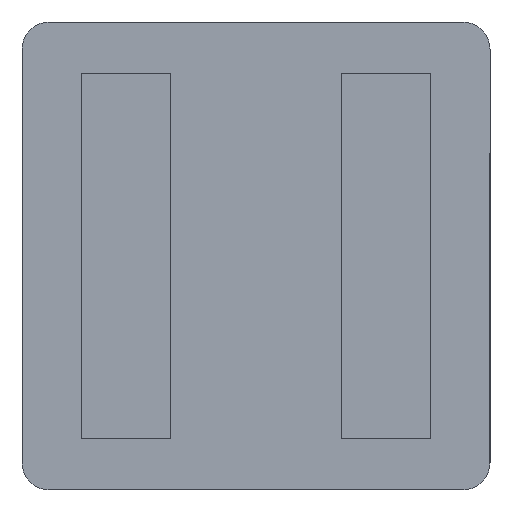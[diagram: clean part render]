
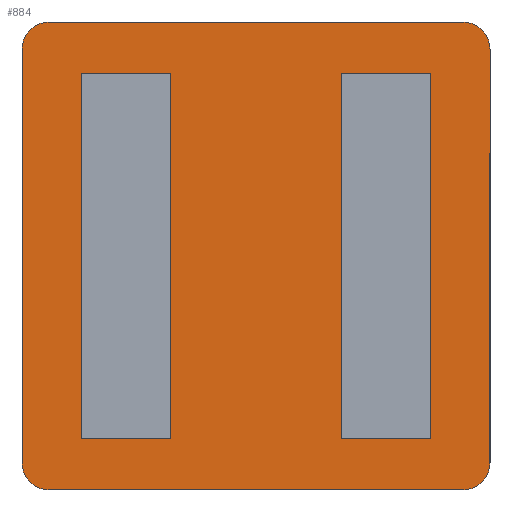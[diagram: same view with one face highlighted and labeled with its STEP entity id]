
A CAD part, front view. The second image highlights one B-rep face of the part: STEP entity #884.
In plain terms, the highlighted planar face has unit normal (0, -1, 0).
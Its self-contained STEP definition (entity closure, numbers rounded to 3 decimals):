
#6 = VERTEX_POINT ( 'NONE', #1145 ) ;
#45 = DIRECTION ( 'NONE',  ( 0., 0., 1. ) ) ;
#51 = DIRECTION ( 'NONE',  ( 0., 0., -1. ) ) ;
#59 = CARTESIAN_POINT ( 'NONE',  ( 2.15, 0., 2.15 ) ) ;
#75 = AXIS2_PLACEMENT_3D ( 'NONE', #2536, #1296, #51 ) ;
#86 = ORIENTED_EDGE ( 'NONE', *, *, #446, .F. ) ;
#120 = LINE ( 'NONE', #2688, #1154 ) ;
#170 = EDGE_LOOP ( 'NONE', ( #86, #570, #468, #380 ) ) ;
#172 = ORIENTED_EDGE ( 'NONE', *, *, #321, .T. ) ;
#173 = CARTESIAN_POINT ( 'NONE',  ( 2.15, 0., 1.9 ) ) ;
#194 = CIRCLE ( 'NONE', #474, 0.25 ) ;
#250 = CARTESIAN_POINT ( 'NONE',  ( 2.15, 0., -1.68 ) ) ;
#271 = DIRECTION ( 'NONE',  ( 0., 0., 1. ) ) ;
#280 = EDGE_CURVE ( 'NONE', #2657, #1322, #985, .T. ) ;
#283 = VERTEX_POINT ( 'NONE', #1087 ) ;
#291 = EDGE_CURVE ( 'NONE', #1081, #2399, #497, .T. ) ;
#298 = VERTEX_POINT ( 'NONE', #2541 ) ;
#307 = VERTEX_POINT ( 'NONE', #2351 ) ;
#321 = EDGE_CURVE ( 'NONE', #598, #685, #1590, .T. ) ;
#358 = CARTESIAN_POINT ( 'NONE',  ( -2.15, 0., -2.15 ) ) ;
#363 = LINE ( 'NONE', #921, #928 ) ;
#380 = ORIENTED_EDGE ( 'NONE', *, *, #1931, .F. ) ;
#382 = ORIENTED_EDGE ( 'NONE', *, *, #2270, .F. ) ;
#413 = CARTESIAN_POINT ( 'NONE',  ( 1.9, 0., -1.9 ) ) ;
#431 = VECTOR ( 'NONE', #498, 1000. ) ;
#444 = EDGE_CURVE ( 'NONE', #6, #2619, #1407, .T. ) ;
#446 = EDGE_CURVE ( 'NONE', #307, #1555, #363, .T. ) ;
#468 = ORIENTED_EDGE ( 'NONE', *, *, #2041, .F. ) ;
#474 = AXIS2_PLACEMENT_3D ( 'NONE', #413, #1858, #619 ) ;
#486 = EDGE_CURVE ( 'NONE', #283, #1707, #1254, .T. ) ;
#497 = LINE ( 'NONE', #927, #2156 ) ;
#498 = DIRECTION ( 'NONE',  ( -1., 0., 0. ) ) ;
#511 = ORIENTED_EDGE ( 'NONE', *, *, #1543, .T. ) ;
#522 = CARTESIAN_POINT ( 'NONE',  ( -1.605, 0., 1.68 ) ) ;
#560 = ORIENTED_EDGE ( 'NONE', *, *, #2062, .F. ) ;
#570 = ORIENTED_EDGE ( 'NONE', *, *, #605, .F. ) ;
#576 = CARTESIAN_POINT ( 'NONE',  ( 2.15, 0., 1.68 ) ) ;
#586 = DIRECTION ( 'NONE',  ( 0., 1., 0. ) ) ;
#598 = VERTEX_POINT ( 'NONE', #1670 ) ;
#604 = LINE ( 'NONE', #250, #1641 ) ;
#605 = EDGE_CURVE ( 'NONE', #2149, #307, #2255, .T. ) ;
#619 = DIRECTION ( 'NONE',  ( 0., 0., -1. ) ) ;
#631 = VECTOR ( 'NONE', #1276, 1000. ) ;
#679 = DIRECTION ( 'NONE',  ( 1., 0., 0. ) ) ;
#685 = VERTEX_POINT ( 'NONE', #173 ) ;
#726 = DIRECTION ( 'NONE',  ( 0., 0., -1. ) ) ;
#773 = VERTEX_POINT ( 'NONE', #1940 ) ;
#774 = EDGE_LOOP ( 'NONE', ( #2634, #1006, #1138, #560 ) ) ;
#839 = LINE ( 'NONE', #2606, #966 ) ;
#878 = DIRECTION ( 'NONE',  ( 0., 0., -1. ) ) ;
#882 = EDGE_LOOP ( 'NONE', ( #1910, #1480, #382, #172, #1169, #1152, #1652, #511 ) ) ;
#884 = ADVANCED_FACE ( 'NONE', ( #2304, #2645, #2224 ), #1693, .F. ) ;
#921 = CARTESIAN_POINT ( 'NONE',  ( 1.605, 0., 2.15 ) ) ;
#927 = CARTESIAN_POINT ( 'NONE',  ( -1.605, 0., 2.15 ) ) ;
#928 = VECTOR ( 'NONE', #2159, 1000. ) ;
#940 = DIRECTION ( 'NONE',  ( -1., 0., 0. ) ) ;
#966 = VECTOR ( 'NONE', #940, 1000. ) ;
#972 = CARTESIAN_POINT ( 'NONE',  ( -1.605, 0., -1.68 ) ) ;
#985 = LINE ( 'NONE', #2160, #431 ) ;
#989 = DIRECTION ( 'NONE',  ( 0., 1., 0. ) ) ;
#1002 = CARTESIAN_POINT ( 'NONE',  ( 1.605, 0., 1.68 ) ) ;
#1006 = ORIENTED_EDGE ( 'NONE', *, *, #2585, .F. ) ;
#1081 = VERTEX_POINT ( 'NONE', #522 ) ;
#1087 = CARTESIAN_POINT ( 'NONE',  ( -0.785, 0., -1.68 ) ) ;
#1098 = CARTESIAN_POINT ( 'NONE',  ( 1.9, 0., 2.15 ) ) ;
#1138 = ORIENTED_EDGE ( 'NONE', *, *, #291, .F. ) ;
#1139 = EDGE_CURVE ( 'NONE', #2657, #685, #1408, .T. ) ;
#1145 = CARTESIAN_POINT ( 'NONE',  ( -1.9, 0., -2.15 ) ) ;
#1152 = ORIENTED_EDGE ( 'NONE', *, *, #280, .T. ) ;
#1154 = VECTOR ( 'NONE', #1229, 1000. ) ;
#1169 = ORIENTED_EDGE ( 'NONE', *, *, #1139, .F. ) ;
#1173 = EDGE_CURVE ( 'NONE', #298, #1322, #1595, .T. ) ;
#1183 = LINE ( 'NONE', #358, #1258 ) ;
#1229 = DIRECTION ( 'NONE',  ( 1., 0., 0. ) ) ;
#1254 = LINE ( 'NONE', #2514, #631 ) ;
#1258 = VECTOR ( 'NONE', #2442, 1000. ) ;
#1276 = DIRECTION ( 'NONE',  ( 0., 0., 1. ) ) ;
#1296 = DIRECTION ( 'NONE',  ( 0., 1., 0. ) ) ;
#1309 = AXIS2_PLACEMENT_3D ( 'NONE', #1829, #586, #2043 ) ;
#1322 = VERTEX_POINT ( 'NONE', #1881 ) ;
#1325 = VECTOR ( 'NONE', #45, 1000. ) ;
#1407 = CIRCLE ( 'NONE', #75, 0.25 ) ;
#1408 = CIRCLE ( 'NONE', #1896, 0.25 ) ;
#1480 = ORIENTED_EDGE ( 'NONE', *, *, #2247, .T. ) ;
#1501 = DIRECTION ( 'NONE',  ( 0., 1., 0. ) ) ;
#1543 = EDGE_CURVE ( 'NONE', #298, #2619, #1183, .T. ) ;
#1544 = CARTESIAN_POINT ( 'NONE',  ( 2.15, 0., -2.15 ) ) ;
#1555 = VERTEX_POINT ( 'NONE', #1002 ) ;
#1590 = LINE ( 'NONE', #1544, #1325 ) ;
#1595 = CIRCLE ( 'NONE', #1309, 0.25 ) ;
#1641 = VECTOR ( 'NONE', #1891, 1000. ) ;
#1652 = ORIENTED_EDGE ( 'NONE', *, *, #1173, .F. ) ;
#1670 = CARTESIAN_POINT ( 'NONE',  ( 2.15, 0., -1.9 ) ) ;
#1693 = PLANE ( 'NONE',  #1802 ) ;
#1707 = VERTEX_POINT ( 'NONE', #2083 ) ;
#1753 = VECTOR ( 'NONE', #679, 1000. ) ;
#1802 = AXIS2_PLACEMENT_3D ( 'NONE', #59, #1501, #271 ) ;
#1826 = DIRECTION ( 'NONE',  ( -1., 0., 0. ) ) ;
#1829 = CARTESIAN_POINT ( 'NONE',  ( -1.9, 0., 1.9 ) ) ;
#1858 = DIRECTION ( 'NONE',  ( 0., 1., 0. ) ) ;
#1881 = CARTESIAN_POINT ( 'NONE',  ( -1.9, 0., 2.15 ) ) ;
#1884 = CARTESIAN_POINT ( 'NONE',  ( 2.15, 0., -1.68 ) ) ;
#1891 = DIRECTION ( 'NONE',  ( 1., 0., 0. ) ) ;
#1896 = AXIS2_PLACEMENT_3D ( 'NONE', #2232, #989, #2439 ) ;
#1898 = LINE ( 'NONE', #576, #1958 ) ;
#1910 = ORIENTED_EDGE ( 'NONE', *, *, #444, .F. ) ;
#1931 = EDGE_CURVE ( 'NONE', #1555, #773, #1898, .T. ) ;
#1940 = CARTESIAN_POINT ( 'NONE',  ( 0.785, 0., 1.68 ) ) ;
#1958 = VECTOR ( 'NONE', #1826, 1000. ) ;
#1993 = LINE ( 'NONE', #2179, #2571 ) ;
#2041 = EDGE_CURVE ( 'NONE', #773, #2149, #1993, .T. ) ;
#2043 = DIRECTION ( 'NONE',  ( 0., 0., -1. ) ) ;
#2062 = EDGE_CURVE ( 'NONE', #1707, #1081, #839, .T. ) ;
#2083 = CARTESIAN_POINT ( 'NONE',  ( -0.785, 0., 1.68 ) ) ;
#2130 = CARTESIAN_POINT ( 'NONE',  ( -2.15, 0., -1.9 ) ) ;
#2149 = VERTEX_POINT ( 'NONE', #2626 ) ;
#2156 = VECTOR ( 'NONE', #878, 1000. ) ;
#2159 = DIRECTION ( 'NONE',  ( 0., 0., 1. ) ) ;
#2160 = CARTESIAN_POINT ( 'NONE',  ( -2.15, 0., 2.15 ) ) ;
#2179 = CARTESIAN_POINT ( 'NONE',  ( 0.785, 0., 2.15 ) ) ;
#2224 = FACE_BOUND ( 'NONE', #170, .T. ) ;
#2232 = CARTESIAN_POINT ( 'NONE',  ( 1.9, 0., 1.9 ) ) ;
#2247 = EDGE_CURVE ( 'NONE', #6, #2249, #120, .T. ) ;
#2249 = VERTEX_POINT ( 'NONE', #2472 ) ;
#2255 = LINE ( 'NONE', #1884, #1753 ) ;
#2270 = EDGE_CURVE ( 'NONE', #598, #2249, #194, .T. ) ;
#2304 = FACE_BOUND ( 'NONE', #774, .T. ) ;
#2351 = CARTESIAN_POINT ( 'NONE',  ( 1.605, 0., -1.68 ) ) ;
#2399 = VERTEX_POINT ( 'NONE', #972 ) ;
#2439 = DIRECTION ( 'NONE',  ( 0., 0., -1. ) ) ;
#2442 = DIRECTION ( 'NONE',  ( 0., 0., -1. ) ) ;
#2472 = CARTESIAN_POINT ( 'NONE',  ( 1.9, 0., -2.15 ) ) ;
#2514 = CARTESIAN_POINT ( 'NONE',  ( -0.785, 0., 2.15 ) ) ;
#2536 = CARTESIAN_POINT ( 'NONE',  ( -1.9, 0., -1.9 ) ) ;
#2541 = CARTESIAN_POINT ( 'NONE',  ( -2.15, 0., 1.9 ) ) ;
#2571 = VECTOR ( 'NONE', #726, 1000. ) ;
#2585 = EDGE_CURVE ( 'NONE', #2399, #283, #604, .T. ) ;
#2606 = CARTESIAN_POINT ( 'NONE',  ( 2.15, 0., 1.68 ) ) ;
#2619 = VERTEX_POINT ( 'NONE', #2130 ) ;
#2626 = CARTESIAN_POINT ( 'NONE',  ( 0.785, 0., -1.68 ) ) ;
#2634 = ORIENTED_EDGE ( 'NONE', *, *, #486, .F. ) ;
#2645 = FACE_OUTER_BOUND ( 'NONE', #882, .T. ) ;
#2657 = VERTEX_POINT ( 'NONE', #1098 ) ;
#2688 = CARTESIAN_POINT ( 'NONE',  ( -2.15, 0., -2.15 ) ) ;
